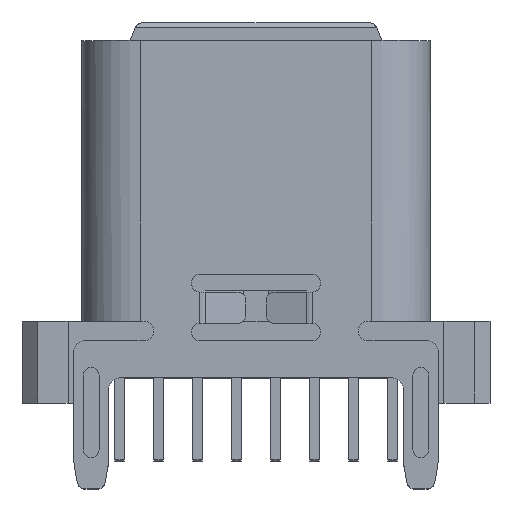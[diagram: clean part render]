
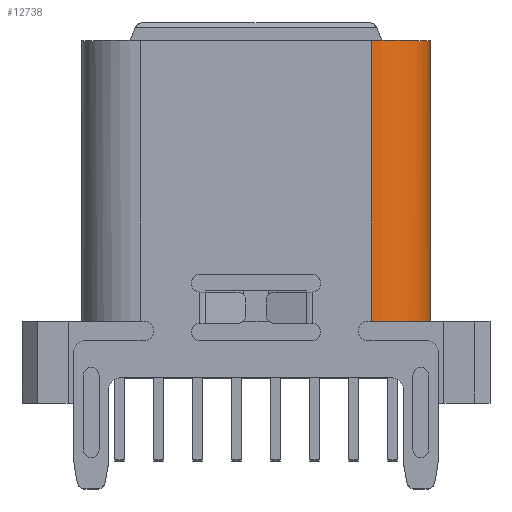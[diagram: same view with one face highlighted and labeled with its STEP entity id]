
A CAD part, top view. The second image highlights one B-rep face of the part: STEP entity #12738.
In plain terms, the highlighted cylindrical face has radius 1.5 mm (diameter 3 mm), a partial arc.
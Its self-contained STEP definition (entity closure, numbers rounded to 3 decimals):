
#2182=CARTESIAN_POINT('',(1160.234,273.497,-2.42));
#2183=DIRECTION('',(0.,-1.,0.));
#2184=DIRECTION('',(1.,0.,0.));
#2185=AXIS2_PLACEMENT_3D('',#2182,#2183,#2184);
#2261=DIRECTION('',(0.,1.,0.));
#2262=VECTOR('',#2261,7.2);
#2263=CARTESIAN_POINT('',(1161.734,273.497,-2.42));
#2264=LINE('',#2263,#2262);
#2268=DIRECTION('',(0.,-1.,0.));
#2269=VECTOR('',#2268,7.2);
#2270=CARTESIAN_POINT('',(1160.234,280.697,
-0.92));
#2271=LINE('',#2270,#2269);
#5716=CARTESIAN_POINT('',(1160.234,273.497,-2.42));
#5717=DIRECTION('',(0.,-1.,0.));
#5718=DIRECTION('',(0.626,0.,0.78));
#5719=AXIS2_PLACEMENT_3D('',#5716,#5717,#5718);
#8364=CARTESIAN_POINT('',(1160.234,280.697,-2.42));
#8365=DIRECTION('',(0.,1.,0.));
#8366=DIRECTION('',(0.,0.,1.));
#8367=AXIS2_PLACEMENT_3D('',#8364,#8365,#8366);
#9625=CARTESIAN_POINT('',(1161.734,273.497,-2.42));
#9626=CARTESIAN_POINT('',(1161.734,280.697,-2.42));
#9627=VERTEX_POINT('',#9625);
#9628=VERTEX_POINT('',#9626);
#10266=CARTESIAN_POINT('',(1161.173,273.497,
-1.25));
#10267=VERTEX_POINT('',#10266);
#10343=CARTESIAN_POINT('',(1160.234,273.497,
-0.92));
#10344=VERTEX_POINT('',#10343);
#10345=CARTESIAN_POINT('',(1160.234,280.697,
-0.92));
#10346=VERTEX_POINT('',#10345);
#12722=CARTESIAN_POINT('',(1160.234,288.497,
-2.42));
#12723=DIRECTION('',(0.,-1.,0.));
#12724=DIRECTION('',(0.,0.,-1.));
#12725=AXIS2_PLACEMENT_3D('',#12722,#12723,#12724);
#12726=CYLINDRICAL_SURFACE('',#12725,1.5);
#12728=ORIENTED_EDGE('',*,*,#12727,.F.);
#12729=ORIENTED_EDGE('',*,*,#12705,.T.);
#12731=ORIENTED_EDGE('',*,*,#12730,.T.);
#12733=ORIENTED_EDGE('',*,*,#12732,.F.);
#12735=ORIENTED_EDGE('',*,*,#12734,.T.);
#12736=EDGE_LOOP('',(#12728,#12729,#12731,#12733,#12735));
#12737=FACE_OUTER_BOUND('',#12736,.F.);
#2186=CIRCLE('',#2185,1.5);
#5720=CIRCLE('',#5719,1.5);
#8368=CIRCLE('',#8367,1.5);
#12705=EDGE_CURVE('',#9627,#10267,#2186,.T.);
#12727=EDGE_CURVE('',#9627,#9628,#2264,.T.);
#12730=EDGE_CURVE('',#10267,#10344,#5720,.T.);
#12732=EDGE_CURVE('',#10346,#10344,#2271,.T.);
#12734=EDGE_CURVE('',#10346,#9628,#8368,.T.);
#12738=ADVANCED_FACE('',(#12737),#12726,.T.);
